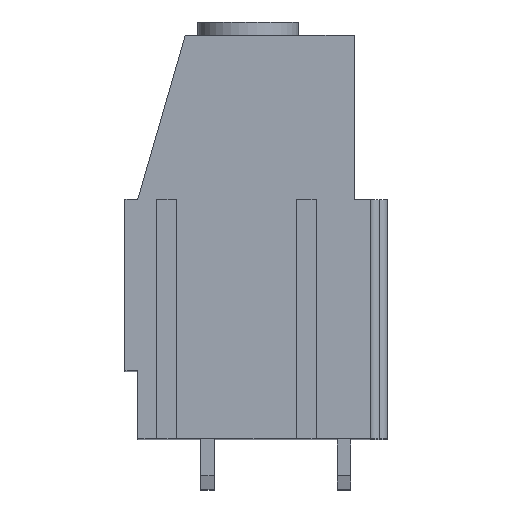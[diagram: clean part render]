
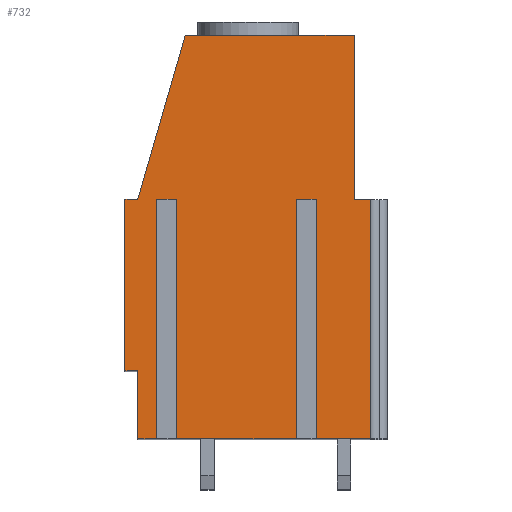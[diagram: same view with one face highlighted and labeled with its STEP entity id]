
A CAD part, top view. The second image highlights one B-rep face of the part: STEP entity #732.
In plain terms, the highlighted planar face has unit normal (0, 0, 1).
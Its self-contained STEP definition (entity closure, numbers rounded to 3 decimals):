
#26 = DIRECTION ( 'NONE',  ( 0., 1., 0. ) ) ;
#85 = DIRECTION ( 'NONE',  ( 0., 1., 0. ) ) ;
#151 = VERTEX_POINT ( 'NONE', #4975 ) ;
#155 = VERTEX_POINT ( 'NONE', #2995 ) ;
#176 = VERTEX_POINT ( 'NONE', #4910 ) ;
#210 = DIRECTION ( 'NONE',  ( -1., 0., 0. ) ) ;
#320 = VECTOR ( 'NONE', #210, 1000. ) ;
#392 = ORIENTED_EDGE ( 'NONE', *, *, #1541, .T. ) ;
#413 = LINE ( 'NONE', #4008, #3968 ) ;
#509 = ORIENTED_EDGE ( 'NONE', *, *, #4732, .F. ) ;
#529 = DIRECTION ( 'NONE',  ( 1., 0., 0. ) ) ;
#575 = EDGE_CURVE ( 'NONE', #3699, #5439, #5434, .T. ) ;
#643 = VERTEX_POINT ( 'NONE', #5688 ) ;
#679 = CARTESIAN_POINT ( 'NONE',  ( -17.374, -10.682, 40.64 ) ) ;
#726 = EDGE_CURVE ( 'NONE', #2188, #2075, #3001, .T. ) ;
#732 = ADVANCED_FACE ( 'NONE', ( #901 ), #3260, .F. ) ;
#809 = LINE ( 'NONE', #2774, #4092 ) ;
#899 = VECTOR ( 'NONE', #85, 1000. ) ;
#901 = FACE_OUTER_BOUND ( 'NONE', #4907, .T. ) ;
#970 = DIRECTION ( 'NONE',  ( 0., 1., 0. ) ) ;
#1125 = ORIENTED_EDGE ( 'NONE', *, *, #1819, .F. ) ;
#1130 = CARTESIAN_POINT ( 'NONE',  ( 0., -5.642, 40.64 ) ) ;
#1136 = VERTEX_POINT ( 'NONE', #5388 ) ;
#1141 = EDGE_CURVE ( 'NONE', #2687, #1568, #5613, .T. ) ;
#1230 = LINE ( 'NONE', #4861, #3324 ) ;
#1281 = EDGE_CURVE ( 'NONE', #5102, #1136, #5686, .T. ) ;
#1304 = CARTESIAN_POINT ( 'NONE',  ( -2.904, -10.682, 40.64 ) ) ;
#1318 = CARTESIAN_POINT ( 'NONE',  ( -17.374, 0., 40.64 ) ) ;
#1334 = CARTESIAN_POINT ( 'NONE',  ( -18.854, 0., 40.64 ) ) ;
#1362 = VERTEX_POINT ( 'NONE', #5668 ) ;
#1364 = VECTOR ( 'NONE', #529, 1000. ) ;
#1375 = VECTOR ( 'NONE', #4908, 1000. ) ;
#1517 = VERTEX_POINT ( 'NONE', #3094 ) ;
#1541 = EDGE_CURVE ( 'NONE', #4919, #155, #4593, .T. ) ;
#1558 = ORIENTED_EDGE ( 'NONE', *, *, #5123, .T. ) ;
#1565 = CARTESIAN_POINT ( 'NONE',  ( 0., -10.682, 40.64 ) ) ;
#1568 = VERTEX_POINT ( 'NONE', #2591 ) ;
#1609 = DIRECTION ( 'NONE',  ( 0., -1., 0. ) ) ;
#1666 = EDGE_CURVE ( 'NONE', #643, #1362, #5206, .T. ) ;
#1683 = VECTOR ( 'NONE', #26, 1000. ) ;
#1746 = ORIENTED_EDGE ( 'NONE', *, *, #575, .T. ) ;
#1764 = LINE ( 'NONE', #2915, #4411 ) ;
#1786 = DIRECTION ( 'NONE',  ( -1., 0., 0. ) ) ;
#1815 = VECTOR ( 'NONE', #3999, 1000. ) ;
#1819 = EDGE_CURVE ( 'NONE', #4919, #5523, #3366, .T. ) ;
#1867 = CARTESIAN_POINT ( 'NONE',  ( -8.454, 0., 40.64 ) ) ;
#1889 = LINE ( 'NONE', #1130, #4263 ) ;
#1975 = LINE ( 'NONE', #3204, #5406 ) ;
#2038 = ORIENTED_EDGE ( 'NONE', *, *, #726, .T. ) ;
#2075 = VERTEX_POINT ( 'NONE', #5343 ) ;
#2135 = DIRECTION ( 'NONE',  ( -1., 0., 0. ) ) ;
#2140 = VECTOR ( 'NONE', #5753, 1000. ) ;
#2160 = ORIENTED_EDGE ( 'NONE', *, *, #1141, .F. ) ;
#2188 = VERTEX_POINT ( 'NONE', #4198 ) ;
#2196 = CARTESIAN_POINT ( 'NONE',  ( 0., -10.682, 40.64 ) ) ;
#2298 = VECTOR ( 'NONE', #970, 1000. ) ;
#2540 = EDGE_CURVE ( 'NONE', #2907, #151, #4965, .T. ) ;
#2591 = CARTESIAN_POINT ( 'NONE',  ( -20.254, -5.642, 40.64 ) ) ;
#2679 = EDGE_CURVE ( 'NONE', #155, #643, #1764, .T. ) ;
#2687 = VERTEX_POINT ( 'NONE', #5245 ) ;
#2774 = CARTESIAN_POINT ( 'NONE',  ( 0., -10.682, 40.64 ) ) ;
#2907 = VERTEX_POINT ( 'NONE', #3594 ) ;
#2915 = CARTESIAN_POINT ( 'NONE',  ( 0., 7.118, 40.64 ) ) ;
#2919 = EDGE_CURVE ( 'NONE', #4326, #1517, #5230, .T. ) ;
#2959 = ORIENTED_EDGE ( 'NONE', *, *, #3929, .F. ) ;
#2995 = CARTESIAN_POINT ( 'NONE',  ( -2.904, 7.118, 40.64 ) ) ;
#3001 = LINE ( 'NONE', #3687, #1815 ) ;
#3067 = DIRECTION ( 'NONE',  ( 0., 1., 0. ) ) ;
#3094 = CARTESIAN_POINT ( 'NONE',  ( -18.854, 7.118, 40.64 ) ) ;
#3158 = AXIS2_PLACEMENT_3D ( 'NONE', #3248, #3619, #3544 ) ;
#3199 = DIRECTION ( 'NONE',  ( 0., 1., 0. ) ) ;
#3203 = CARTESIAN_POINT ( 'NONE',  ( 0., 7.118, 40.64 ) ) ;
#3204 = CARTESIAN_POINT ( 'NONE',  ( -6.974, 0., 40.64 ) ) ;
#3223 = DIRECTION ( 'NONE',  ( -1., 0., 0. ) ) ;
#3248 = CARTESIAN_POINT ( 'NONE',  ( 0., 0., 40.64 ) ) ;
#3260 = PLANE ( 'NONE',  #3158 ) ;
#3323 = ORIENTED_EDGE ( 'NONE', *, *, #5675, .T. ) ;
#3324 = VECTOR ( 'NONE', #3418, 1000. ) ;
#3366 = LINE ( 'NONE', #2196, #5573 ) ;
#3396 = CARTESIAN_POINT ( 'NONE',  ( -6.974, -10.682, 40.64 ) ) ;
#3418 = DIRECTION ( 'NONE',  ( 1., 0., 0. ) ) ;
#3487 = LINE ( 'NONE', #1867, #2298 ) ;
#3544 = DIRECTION ( 'NONE',  ( 1., 0., 0. ) ) ;
#3551 = EDGE_CURVE ( 'NONE', #151, #5102, #1230, .T. ) ;
#3562 = ORIENTED_EDGE ( 'NONE', *, *, #2540, .F. ) ;
#3594 = CARTESIAN_POINT ( 'NONE',  ( -21.204, -5.642, 40.64 ) ) ;
#3619 = DIRECTION ( 'NONE',  ( 0., 0., -1. ) ) ;
#3647 = DIRECTION ( 'NONE',  ( 0., -1., 0. ) ) ;
#3687 = CARTESIAN_POINT ( 'NONE',  ( 0., 7.118, 40.64 ) ) ;
#3699 = VERTEX_POINT ( 'NONE', #4269 ) ;
#3737 = CARTESIAN_POINT ( 'NONE',  ( -2.904, 7.118, 40.64 ) ) ;
#3766 = ORIENTED_EDGE ( 'NONE', *, *, #2679, .T. ) ;
#3851 = ORIENTED_EDGE ( 'NONE', *, *, #2919, .T. ) ;
#3872 = ORIENTED_EDGE ( 'NONE', *, *, #1281, .F. ) ;
#3875 = LINE ( 'NONE', #1565, #320 ) ;
#3920 = VECTOR ( 'NONE', #3199, 1000. ) ;
#3929 = EDGE_CURVE ( 'NONE', #176, #5439, #3875, .T. ) ;
#3968 = VECTOR ( 'NONE', #1786, 1000. ) ;
#3973 = VECTOR ( 'NONE', #1609, 1000. ) ;
#3999 = DIRECTION ( 'NONE',  ( 1., 0., 0. ) ) ;
#4008 = CARTESIAN_POINT ( 'NONE',  ( 0., 19.318, 40.64 ) ) ;
#4044 = CARTESIAN_POINT ( 'NONE',  ( -18.854, -10.682, 40.64 ) ) ;
#4077 = CARTESIAN_POINT ( 'NONE',  ( -20.254, 7.118, 40.64 ) ) ;
#4092 = VECTOR ( 'NONE', #3223, 1000. ) ;
#4198 = CARTESIAN_POINT ( 'NONE',  ( -8.454, 7.118, 40.64 ) ) ;
#4263 = VECTOR ( 'NONE', #4270, 1000. ) ;
#4269 = CARTESIAN_POINT ( 'NONE',  ( -17.374, 7.118, 40.64 ) ) ;
#4270 = DIRECTION ( 'NONE',  ( -1., 0., 0. ) ) ;
#4317 = DIRECTION ( 'NONE',  ( -1., 0., 0. ) ) ;
#4326 = VERTEX_POINT ( 'NONE', #4044 ) ;
#4388 = EDGE_CURVE ( 'NONE', #1517, #3699, #4781, .T. ) ;
#4411 = VECTOR ( 'NONE', #4317, 1000. ) ;
#4456 = EDGE_CURVE ( 'NONE', #2075, #5523, #1975, .T. ) ;
#4499 = EDGE_CURVE ( 'NONE', #4326, #2687, #809, .T. ) ;
#4515 = ORIENTED_EDGE ( 'NONE', *, *, #1666, .T. ) ;
#4593 = LINE ( 'NONE', #3737, #5485 ) ;
#4618 = ORIENTED_EDGE ( 'NONE', *, *, #4388, .T. ) ;
#4641 = ORIENTED_EDGE ( 'NONE', *, *, #3551, .F. ) ;
#4732 = EDGE_CURVE ( 'NONE', #1568, #2907, #1889, .T. ) ;
#4737 = ORIENTED_EDGE ( 'NONE', *, *, #4456, .T. ) ;
#4781 = LINE ( 'NONE', #3203, #1364 ) ;
#4861 = CARTESIAN_POINT ( 'NONE',  ( 0., 7.118, 40.64 ) ) ;
#4869 = CARTESIAN_POINT ( 'NONE',  ( -4.154, 0., 40.64 ) ) ;
#4907 = EDGE_LOOP ( 'NONE', ( #1558, #2038, #4737, #1125, #392, #3766, #4515, #3323, #3872, #4641, #3562, #509, #2160, #4989, #3851, #4618, #1746, #2959 ) ) ;
#4908 = DIRECTION ( 'NONE',  ( 0., 1., 0. ) ) ;
#4910 = CARTESIAN_POINT ( 'NONE',  ( -8.454, -10.682, 40.64 ) ) ;
#4919 = VERTEX_POINT ( 'NONE', #1304 ) ;
#4965 = LINE ( 'NONE', #4969, #3920 ) ;
#4966 = CARTESIAN_POINT ( 'NONE',  ( -20.254, 0., 40.64 ) ) ;
#4969 = CARTESIAN_POINT ( 'NONE',  ( -21.204, 0., 40.64 ) ) ;
#4975 = CARTESIAN_POINT ( 'NONE',  ( -21.204, 7.118, 40.64 ) ) ;
#4989 = ORIENTED_EDGE ( 'NONE', *, *, #4499, .F. ) ;
#5102 = VERTEX_POINT ( 'NONE', #4077 ) ;
#5123 = EDGE_CURVE ( 'NONE', #176, #2188, #3487, .T. ) ;
#5206 = LINE ( 'NONE', #4869, #1375 ) ;
#5230 = LINE ( 'NONE', #1334, #1683 ) ;
#5245 = CARTESIAN_POINT ( 'NONE',  ( -20.254, -10.682, 40.64 ) ) ;
#5343 = CARTESIAN_POINT ( 'NONE',  ( -6.974, 7.118, 40.64 ) ) ;
#5388 = CARTESIAN_POINT ( 'NONE',  ( -16.714, 19.318, 40.64 ) ) ;
#5406 = VECTOR ( 'NONE', #3647, 1000. ) ;
#5434 = LINE ( 'NONE', #1318, #3973 ) ;
#5439 = VERTEX_POINT ( 'NONE', #679 ) ;
#5485 = VECTOR ( 'NONE', #3067, 1000. ) ;
#5523 = VERTEX_POINT ( 'NONE', #3396 ) ;
#5573 = VECTOR ( 'NONE', #2135, 1000. ) ;
#5613 = LINE ( 'NONE', #4966, #899 ) ;
#5639 = CARTESIAN_POINT ( 'NONE',  ( -20.586, 5.973, 40.64 ) ) ;
#5668 = CARTESIAN_POINT ( 'NONE',  ( -4.154, 19.318, 40.64 ) ) ;
#5675 = EDGE_CURVE ( 'NONE', #1362, #1136, #413, .T. ) ;
#5686 = LINE ( 'NONE', #5639, #2140 ) ;
#5688 = CARTESIAN_POINT ( 'NONE',  ( -4.154, 7.118, 40.64 ) ) ;
#5753 = DIRECTION ( 'NONE',  ( 0.279, 0.96, 0. ) ) ;
